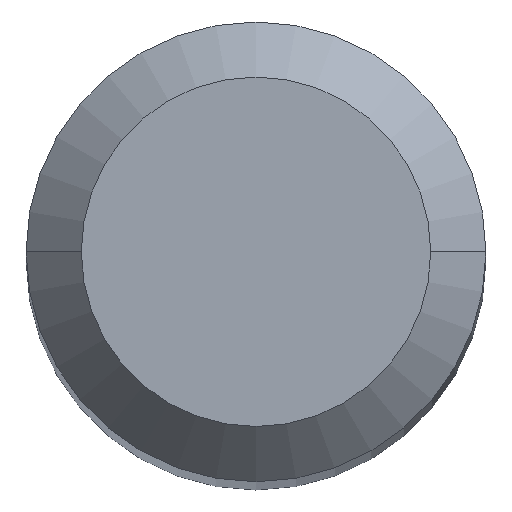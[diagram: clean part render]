
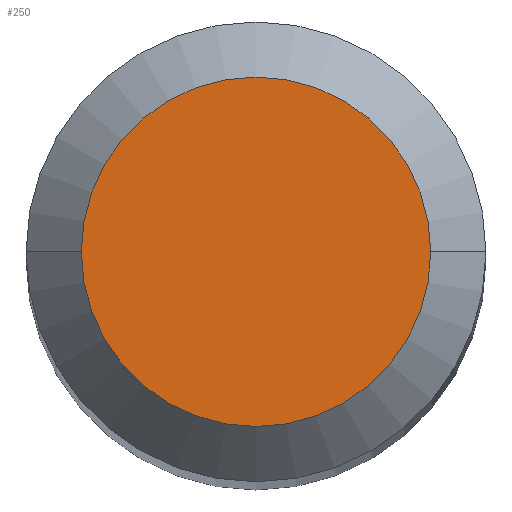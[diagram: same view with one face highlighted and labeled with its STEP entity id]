
A CAD part, top view. The second image highlights one B-rep face of the part: STEP entity #250.
In plain terms, the highlighted planar face has unit normal (0, 0, 1).
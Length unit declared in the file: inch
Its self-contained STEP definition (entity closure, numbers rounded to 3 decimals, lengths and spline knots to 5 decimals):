
#36 = AXIS2_PLACEMENT_3D ( 'NONE', #362, #152, #114 ) ;
#37 = PLANE ( 'NONE',  #459 ) ;
#48 = ORIENTED_EDGE ( 'NONE', *, *, #143, .T. ) ;
#114 = DIRECTION ( 'NONE',  ( 1., 0., 0. ) ) ;
#130 = VERTEX_POINT ( 'NONE', #389 ) ;
#131 = CIRCLE ( 'NONE', #337, 0.0475 ) ;
#143 = EDGE_CURVE ( 'NONE', #290, #130, #285, .T. ) ;
#152 = DIRECTION ( 'NONE',  ( 0., 0., 1. ) ) ;
#154 = DIRECTION ( 'NONE',  ( 1., 0., 0. ) ) ;
#156 = FACE_OUTER_BOUND ( 'NONE', #187, .T. ) ;
#159 = EDGE_CURVE ( 'NONE', #130, #290, #131, .T. ) ;
#187 = EDGE_LOOP ( 'NONE', ( #300, #48 ) ) ;
#229 = CARTESIAN_POINT ( 'NONE',  ( 0.0475, 0., 0. ) ) ;
#250 = ADVANCED_FACE ( 'NONE', ( #156 ), #37, .F. ) ;
#285 = CIRCLE ( 'NONE', #36, 0.0475 ) ;
#290 = VERTEX_POINT ( 'NONE', #229 ) ;
#300 = ORIENTED_EDGE ( 'NONE', *, *, #159, .T. ) ;
#330 = CARTESIAN_POINT ( 'NONE',  ( 0., 0., 0. ) ) ;
#337 = AXIS2_PLACEMENT_3D ( 'NONE', #330, #447, #154 ) ;
#362 = CARTESIAN_POINT ( 'NONE',  ( 0., 0., 0. ) ) ;
#367 = CARTESIAN_POINT ( 'NONE',  ( 0., 0.0475, 0. ) ) ;
#389 = CARTESIAN_POINT ( 'NONE',  ( -0.0475, 0., 0. ) ) ;
#405 = DIRECTION ( 'NONE',  ( 0., 0., -1. ) ) ;
#447 = DIRECTION ( 'NONE',  ( 0., 0., 1. ) ) ;
#459 = AXIS2_PLACEMENT_3D ( 'NONE', #367, #405, #517 ) ;
#517 = DIRECTION ( 'NONE',  ( -1., 0., 0. ) ) ;
